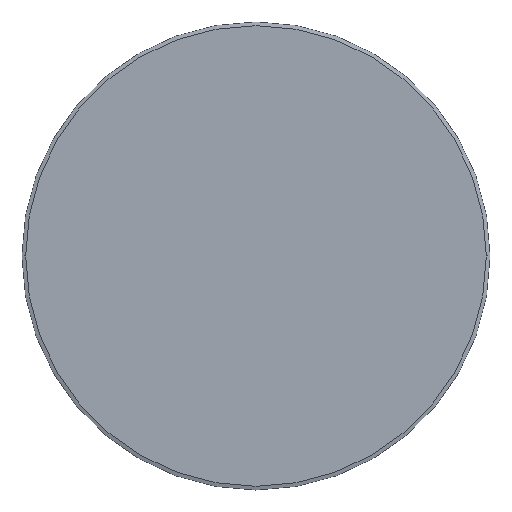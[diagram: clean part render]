
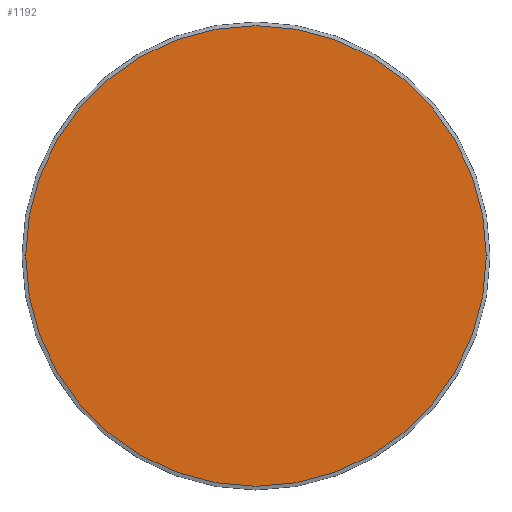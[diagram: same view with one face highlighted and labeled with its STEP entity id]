
A CAD part, top view. The second image highlights one B-rep face of the part: STEP entity #1192.
In plain terms, the highlighted planar face has unit normal (0, 0, 1).
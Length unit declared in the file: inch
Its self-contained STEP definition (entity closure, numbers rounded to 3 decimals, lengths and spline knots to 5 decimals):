
#73=CARTESIAN_POINT('',(0.,0.,0.094));
#74=DIRECTION('',(0.,0.,1.));
#75=DIRECTION('',(1.,0.,0.));
#76=AXIS2_PLACEMENT_3D('',#73,#74,#75);
#78=CARTESIAN_POINT('',(0.,0.,0.094));
#79=DIRECTION('',(0.,0.,1.));
#80=DIRECTION('',(-1.,0.,0.));
#81=AXIS2_PLACEMENT_3D('',#78,#79,#80);
#864=CARTESIAN_POINT('',(11.81,0.,0.094));
#865=CARTESIAN_POINT('',(-11.81,0.,0.094));
#866=VERTEX_POINT('',#864);
#867=VERTEX_POINT('',#865);
#1182=CARTESIAN_POINT('',(0.,0.,0.094));
#1183=DIRECTION('',(0.,0.,1.));
#1184=DIRECTION('',(1.,0.,0.));
#1185=AXIS2_PLACEMENT_3D('',#1182,#1183,#1184);
#1186=PLANE('',#1185);
#1187=ORIENTED_EDGE('',*,*,#1172,.F.);
#1189=ORIENTED_EDGE('',*,*,#1188,.F.);
#1190=EDGE_LOOP('',(#1187,#1189));
#1191=FACE_OUTER_BOUND('',#1190,.F.);
#1192=ADVANCED_FACE('',(#1191),#1186,.T.);
#77=CIRCLE('',#76,11.81);
#82=CIRCLE('',#81,11.81);
#1172=EDGE_CURVE('',#866,#867,#77,.T.);
#1188=EDGE_CURVE('',#867,#866,#82,.T.);
